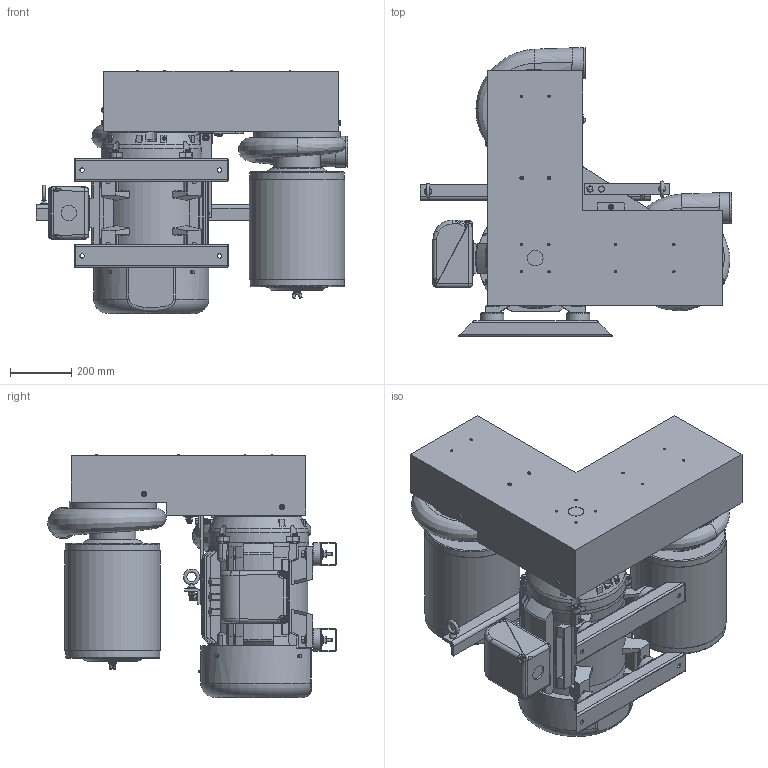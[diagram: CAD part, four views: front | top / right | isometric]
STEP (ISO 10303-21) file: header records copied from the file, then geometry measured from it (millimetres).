
FILE_DESCRIPTION(/* description */ (''),/* implementation_level */ '2;1');
FILE_NAME(/* name */ 'BAV30xB003_A.stp',/* time_stamp */ '2018-12-07T08:28:15-05:00',/* author */ ('James'),/* organization */ (''),/* preprocessor_version */ 'ST-DEVELOPER v16.5',/* originating_system */ 'Autodesk Inventor 2017',/* authorisation */ '');
FILE_SCHEMA (('AUTOMOTIVE_DESIGN { 1 0 10303 214 3 1 1 }'));
Products named in the file (1): BAV30HB003_A
Bounding box: 1014.18 x 939.08 x 790.95 mm (x, y, z)
Volume: 202575458 mm3; surface area: 5375440.7 mm2
Topology: 1 solids, 2 shells, 2718 faces, 6827 edges, 4318 vertices
Faces by surface type: plane 1048, cylinder 610, cone 433, bspline 320, torus 167, sphere 140
Full cylindrical faces by diameter (mm): 6.35 x4, 6.655 x8, 7.6 x12, 8.5 x1, 9.525 x8, 9.754 x1, 10.369 x1, 10.445 x1, 12 x6, 12.7 x4, 13.208 x4, 13.462 x4, 14.3 x4, 16.662 x5, 17.286 x1, 17.287 x1, 17.297 x1, 17.307 x1, 17.334 x1, 19.05 x1, 21 x1, 22.08 x1, 22.081 x1, 22.082 x1, 22.084 x3, 22.085 x2, 22.088 x1, 22.098 x1, 22.1 x1, 22.101 x1
Entity records: 147450 total; most frequent: CARTESIAN_POINT 86741, ORIENTED_EDGE 12964, DIRECTION 12274, EDGE_CURVE 6481, AXIS2_PLACEMENT_3D 5027, VERTEX_POINT 4187, EDGE_LOOP 3175, ADVANCED_FACE 2709
